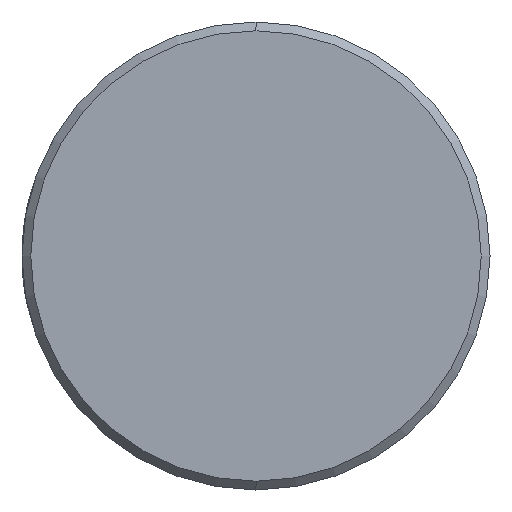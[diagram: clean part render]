
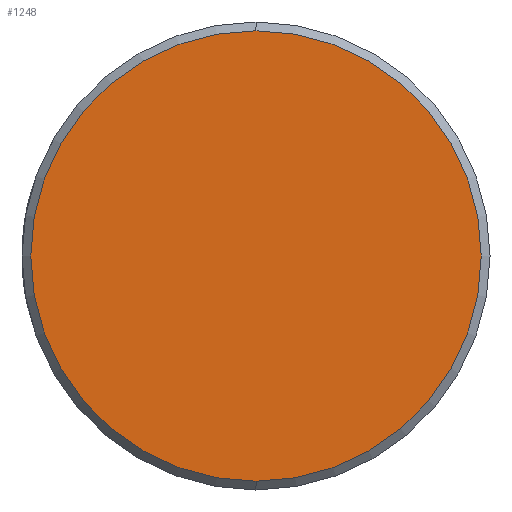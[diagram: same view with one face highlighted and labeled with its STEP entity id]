
A CAD part, left-side view. The second image highlights one B-rep face of the part: STEP entity #1248.
In plain terms, the highlighted planar face has unit normal (-1, 0, 0).
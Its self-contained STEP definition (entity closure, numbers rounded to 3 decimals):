
#26 = CIRCLE ( 'NONE', #547, 7.7 ) ;
#68 = CIRCLE ( 'NONE', #239, 7.7 ) ;
#164 = PLANE ( 'NONE',  #204 ) ;
#173 = CARTESIAN_POINT ( 'NONE',  ( -5., 0., 0. ) ) ;
#204 = AXIS2_PLACEMENT_3D ( 'NONE', #868, #482, #1171 ) ;
#239 = AXIS2_PLACEMENT_3D ( 'NONE', #317, #1012, #420 ) ;
#283 = DIRECTION ( 'NONE',  ( 0., 0., 1. ) ) ;
#317 = CARTESIAN_POINT ( 'NONE',  ( -5., 0., 0. ) ) ;
#389 = CARTESIAN_POINT ( 'NONE',  ( -5., 0., 7.7 ) ) ;
#420 = DIRECTION ( 'NONE',  ( 0., 0., 1. ) ) ;
#482 = DIRECTION ( 'NONE',  ( -1., 0., 0. ) ) ;
#547 = AXIS2_PLACEMENT_3D ( 'NONE', #173, #879, #283 ) ;
#651 = EDGE_CURVE ( 'NONE', #1011, #1138, #26, .T. ) ;
#715 = CARTESIAN_POINT ( 'NONE',  ( -5., 0., -7.7 ) ) ;
#737 = ORIENTED_EDGE ( 'NONE', *, *, #651, .T. ) ;
#868 = CARTESIAN_POINT ( 'NONE',  ( -5., 0., 0. ) ) ;
#879 = DIRECTION ( 'NONE',  ( -1., 0., 0. ) ) ;
#1011 = VERTEX_POINT ( 'NONE', #389 ) ;
#1012 = DIRECTION ( 'NONE',  ( -1., 0., 0. ) ) ;
#1081 = EDGE_LOOP ( 'NONE', ( #1272, #737 ) ) ;
#1085 = EDGE_CURVE ( 'NONE', #1138, #1011, #68, .T. ) ;
#1138 = VERTEX_POINT ( 'NONE', #715 ) ;
#1171 = DIRECTION ( 'NONE',  ( 0., 0., 1. ) ) ;
#1237 = FACE_OUTER_BOUND ( 'NONE', #1081, .T. ) ;
#1248 = ADVANCED_FACE ( 'NONE', ( #1237 ), #164, .T. ) ;
#1272 = ORIENTED_EDGE ( 'NONE', *, *, #1085, .T. ) ;
